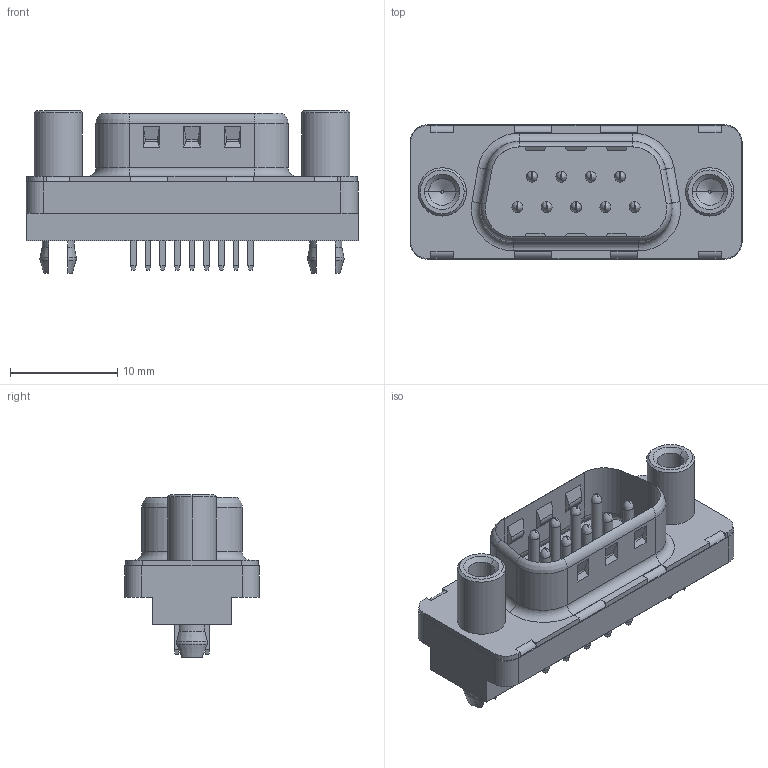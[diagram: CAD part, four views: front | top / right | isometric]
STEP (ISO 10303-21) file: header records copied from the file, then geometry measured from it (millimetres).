
FILE_DESCRIPTION((''),'2;1');
FILE_NAME('PLD09P24A4GV00LF','2014-08-01T',('mithunp'),('FCI - CDC Division'),'PRO/ENGINEER BY PARAMETRIC TECHNOLOGY CORPORATION, 2013150','PRO/ENGINEER BY PARAMETRIC TECHNOLOGY CORPORATION, 2013150','');
FILE_SCHEMA(('CONFIG_CONTROL_DESIGN'));
Length unit declared in the file: inch
Products named in the file (1): PLD09P24A4GV00LF
Bounding box: 31 x 12.55 x 15.2 mm (x, y, z)
Volume: 2001.2 mm3; surface area: 2718.7 mm2
Topology: 1 solids, 1 shells, 770 faces, 2093 edges, 1278 vertices
Faces by surface type: plane 542, cylinder 170, cone 24, bspline 18, torus 16
Entity records: 25487 total; most frequent: CARTESIAN_POINT 6092, ORIENTED_EDGE 4186, DIRECTION 3908, EDGE_CURVE 2093, VECTOR 1350, LINE 1350, AXIS2_PLACEMENT_3D 1279, VERTEX_POINT 1278
